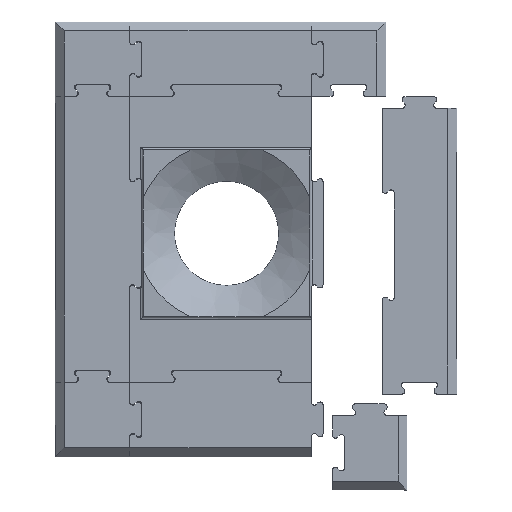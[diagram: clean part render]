
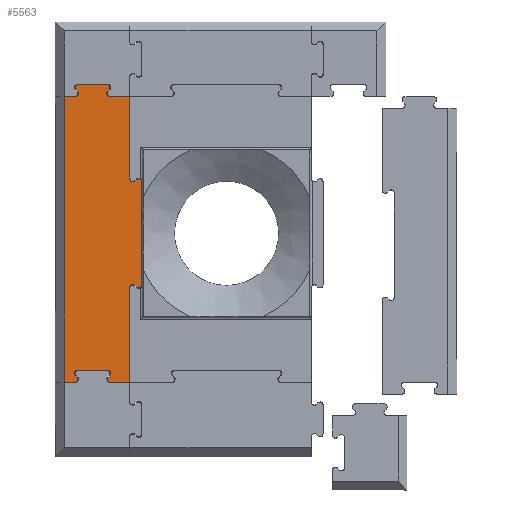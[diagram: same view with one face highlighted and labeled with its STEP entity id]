
A CAD part, top view. The second image highlights one B-rep face of the part: STEP entity #5563.
In plain terms, the highlighted planar face has unit normal (0, 0, 1).
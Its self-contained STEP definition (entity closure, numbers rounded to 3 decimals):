
#225=PLANE('',#6120);
#496=FACE_OUTER_BOUND('',#788,.T.);
#788=EDGE_LOOP('',(#4799,#4800,#4801,#4802,#4803,#4804,#4805,#4806,#4807,
#4808,#4809,#4810,#4811,#4812,#4813,#4814,#4815,#4816,#4817,#4818,#4819,
#4820,#4821,#4822,#4823,#4824,#4825,#4826));
#1298=LINE('',#9131,#1898);
#1301=LINE('',#9137,#1901);
#1302=LINE('',#9141,#1902);
#1303=LINE('',#9145,#1903);
#1304=LINE('',#9149,#1904);
#1305=LINE('',#9153,#1905);
#1306=LINE('',#9155,#1906);
#1307=LINE('',#9159,#1907);
#1308=LINE('',#9163,#1908);
#1309=LINE('',#9167,#1909);
#1310=LINE('',#9171,#1910);
#1311=LINE('',#9173,#1911);
#1312=LINE('',#9177,#1912);
#1313=LINE('',#9181,#1913);
#1314=LINE('',#9185,#1914);
#1315=LINE('',#9188,#1915);
#1898=VECTOR('',#7429,10.);
#1901=VECTOR('',#7434,10.);
#1902=VECTOR('',#7437,10.);
#1903=VECTOR('',#7440,10.);
#1904=VECTOR('',#7443,10.);
#1905=VECTOR('',#7446,10.);
#1906=VECTOR('',#7447,10.);
#1907=VECTOR('',#7450,10.);
#1908=VECTOR('',#7453,10.);
#1909=VECTOR('',#7456,10.);
#1910=VECTOR('',#7459,10.);
#1911=VECTOR('',#7460,10.);
#1912=VECTOR('',#7463,10.);
#1913=VECTOR('',#7466,10.);
#1914=VECTOR('',#7469,10.);
#1915=VECTOR('',#7472,10.);
#2215=CIRCLE('',#6121,1.);
#2216=CIRCLE('',#6122,1.);
#2217=CIRCLE('',#6123,1.);
#2218=CIRCLE('',#6124,1.);
#2219=CIRCLE('',#6125,1.);
#2220=CIRCLE('',#6126,1.);
#2221=CIRCLE('',#6127,1.);
#2222=CIRCLE('',#6128,1.);
#2223=CIRCLE('',#6129,1.);
#2224=CIRCLE('',#6130,1.);
#2225=CIRCLE('',#6131,1.);
#2226=CIRCLE('',#6132,1.);
#2660=VERTEX_POINT('',#9128);
#2661=VERTEX_POINT('',#9130);
#2663=VERTEX_POINT('',#9136);
#2664=VERTEX_POINT('',#9138);
#2665=VERTEX_POINT('',#9140);
#2666=VERTEX_POINT('',#9142);
#2667=VERTEX_POINT('',#9144);
#2668=VERTEX_POINT('',#9146);
#2669=VERTEX_POINT('',#9148);
#2670=VERTEX_POINT('',#9150);
#2671=VERTEX_POINT('',#9152);
#2672=VERTEX_POINT('',#9154);
#2673=VERTEX_POINT('',#9156);
#2674=VERTEX_POINT('',#9158);
#2675=VERTEX_POINT('',#9160);
#2676=VERTEX_POINT('',#9162);
#2677=VERTEX_POINT('',#9164);
#2678=VERTEX_POINT('',#9166);
#2679=VERTEX_POINT('',#9168);
#2680=VERTEX_POINT('',#9170);
#2681=VERTEX_POINT('',#9172);
#2682=VERTEX_POINT('',#9174);
#2683=VERTEX_POINT('',#9176);
#2684=VERTEX_POINT('',#9178);
#2685=VERTEX_POINT('',#9180);
#2686=VERTEX_POINT('',#9182);
#2687=VERTEX_POINT('',#9184);
#2688=VERTEX_POINT('',#9186);
#3397=EDGE_CURVE('',#2660,#2661,#1298,.T.);
#3400=EDGE_CURVE('',#2660,#2663,#1301,.T.);
#3401=EDGE_CURVE('',#2664,#2663,#2215,.T.);
#3402=EDGE_CURVE('',#2664,#2665,#1302,.T.);
#3403=EDGE_CURVE('',#2666,#2665,#2216,.T.);
#3404=EDGE_CURVE('',#2666,#2667,#1303,.T.);
#3405=EDGE_CURVE('',#2668,#2667,#2217,.T.);
#3406=EDGE_CURVE('',#2668,#2669,#1304,.T.);
#3407=EDGE_CURVE('',#2670,#2669,#2218,.T.);
#3408=EDGE_CURVE('',#2670,#2671,#1305,.T.);
#3409=EDGE_CURVE('',#2671,#2672,#1306,.T.);
#3410=EDGE_CURVE('',#2673,#2672,#2219,.T.);
#3411=EDGE_CURVE('',#2673,#2674,#1307,.T.);
#3412=EDGE_CURVE('',#2675,#2674,#2220,.T.);
#3413=EDGE_CURVE('',#2675,#2676,#1308,.T.);
#3414=EDGE_CURVE('',#2677,#2676,#2221,.T.);
#3415=EDGE_CURVE('',#2677,#2678,#1309,.T.);
#3416=EDGE_CURVE('',#2679,#2678,#2222,.T.);
#3417=EDGE_CURVE('',#2679,#2680,#1310,.T.);
#3418=EDGE_CURVE('',#2680,#2681,#1311,.T.);
#3419=EDGE_CURVE('',#2682,#2681,#2223,.T.);
#3420=EDGE_CURVE('',#2682,#2683,#1312,.T.);
#3421=EDGE_CURVE('',#2684,#2683,#2224,.T.);
#3422=EDGE_CURVE('',#2684,#2685,#1313,.T.);
#3423=EDGE_CURVE('',#2686,#2685,#2225,.T.);
#3424=EDGE_CURVE('',#2686,#2687,#1314,.T.);
#3425=EDGE_CURVE('',#2688,#2687,#2226,.T.);
#3426=EDGE_CURVE('',#2688,#2661,#1315,.T.);
#4799=ORIENTED_EDGE('',*,*,#3397,.F.);
#4800=ORIENTED_EDGE('',*,*,#3400,.T.);
#4801=ORIENTED_EDGE('',*,*,#3401,.F.);
#4802=ORIENTED_EDGE('',*,*,#3402,.T.);
#4803=ORIENTED_EDGE('',*,*,#3403,.F.);
#4804=ORIENTED_EDGE('',*,*,#3404,.T.);
#4805=ORIENTED_EDGE('',*,*,#3405,.F.);
#4806=ORIENTED_EDGE('',*,*,#3406,.T.);
#4807=ORIENTED_EDGE('',*,*,#3407,.F.);
#4808=ORIENTED_EDGE('',*,*,#3408,.T.);
#4809=ORIENTED_EDGE('',*,*,#3409,.T.);
#4810=ORIENTED_EDGE('',*,*,#3410,.F.);
#4811=ORIENTED_EDGE('',*,*,#3411,.T.);
#4812=ORIENTED_EDGE('',*,*,#3412,.F.);
#4813=ORIENTED_EDGE('',*,*,#3413,.T.);
#4814=ORIENTED_EDGE('',*,*,#3414,.F.);
#4815=ORIENTED_EDGE('',*,*,#3415,.T.);
#4816=ORIENTED_EDGE('',*,*,#3416,.F.);
#4817=ORIENTED_EDGE('',*,*,#3417,.T.);
#4818=ORIENTED_EDGE('',*,*,#3418,.T.);
#4819=ORIENTED_EDGE('',*,*,#3419,.F.);
#4820=ORIENTED_EDGE('',*,*,#3420,.T.);
#4821=ORIENTED_EDGE('',*,*,#3421,.F.);
#4822=ORIENTED_EDGE('',*,*,#3422,.T.);
#4823=ORIENTED_EDGE('',*,*,#3423,.F.);
#4824=ORIENTED_EDGE('',*,*,#3424,.T.);
#4825=ORIENTED_EDGE('',*,*,#3425,.F.);
#4826=ORIENTED_EDGE('',*,*,#3426,.T.);
#5563=ADVANCED_FACE('',(#496),#225,.T.);
#6120=AXIS2_PLACEMENT_3D('',#9135,#7432,#7433);
#6121=AXIS2_PLACEMENT_3D('',#9139,#7435,#7436);
#6122=AXIS2_PLACEMENT_3D('',#9143,#7438,#7439);
#6123=AXIS2_PLACEMENT_3D('',#9147,#7441,#7442);
#6124=AXIS2_PLACEMENT_3D('',#9151,#7444,#7445);
#6125=AXIS2_PLACEMENT_3D('',#9157,#7448,#7449);
#6126=AXIS2_PLACEMENT_3D('',#9161,#7451,#7452);
#6127=AXIS2_PLACEMENT_3D('',#9165,#7454,#7455);
#6128=AXIS2_PLACEMENT_3D('',#9169,#7457,#7458);
#6129=AXIS2_PLACEMENT_3D('',#9175,#7461,#7462);
#6130=AXIS2_PLACEMENT_3D('',#9179,#7464,#7465);
#6131=AXIS2_PLACEMENT_3D('',#9183,#7467,#7468);
#6132=AXIS2_PLACEMENT_3D('',#9187,#7470,#7471);
#7429=DIRECTION('',(0.,1.,0.));
#7432=DIRECTION('center_axis',(0.,0.,1.));
#7433=DIRECTION('ref_axis',(1.,0.,0.));
#7434=DIRECTION('',(1.,0.,0.));
#7435=DIRECTION('center_axis',(0.,0.,-1.));
#7436=DIRECTION('ref_axis',(0.924,-0.383,0.));
#7437=DIRECTION('',(-0.707,0.707,0.));
#7438=DIRECTION('center_axis',(0.,0.,1.));
#7439=DIRECTION('ref_axis',(-0.924,0.383,0.));
#7440=DIRECTION('',(1.,0.,0.));
#7441=DIRECTION('center_axis',(0.,0.,1.));
#7442=DIRECTION('ref_axis',(0.924,0.383,0.));
#7443=DIRECTION('',(-0.707,-0.707,0.));
#7444=DIRECTION('center_axis',(0.,0.,-1.));
#7445=DIRECTION('ref_axis',(-0.924,-0.383,0.));
#7446=DIRECTION('',(1.,0.,0.));
#7447=DIRECTION('',(0.,1.,0.));
#7448=DIRECTION('center_axis',(0.,0.,1.));
#7449=DIRECTION('ref_axis',(-0.383,0.924,0.));
#7450=DIRECTION('',(0.707,-0.707,0.));
#7451=DIRECTION('center_axis',(0.,0.,-1.));
#7452=DIRECTION('ref_axis',(0.383,-0.924,0.));
#7453=DIRECTION('',(0.,1.,0.));
#7454=DIRECTION('center_axis',(0.,0.,-1.));
#7455=DIRECTION('ref_axis',(0.383,0.924,0.));
#7456=DIRECTION('',(-0.707,-0.707,0.));
#7457=DIRECTION('center_axis',(0.,0.,1.));
#7458=DIRECTION('ref_axis',(-0.383,-0.924,0.));
#7459=DIRECTION('',(0.,1.,0.));
#7460=DIRECTION('',(-1.,0.,0.));
#7461=DIRECTION('center_axis',(0.,0.,1.));
#7462=DIRECTION('ref_axis',(-0.924,-0.383,0.));
#7463=DIRECTION('',(0.707,0.707,0.));
#7464=DIRECTION('center_axis',(0.,0.,-1.));
#7465=DIRECTION('ref_axis',(0.924,0.383,0.));
#7466=DIRECTION('',(-1.,0.,0.));
#7467=DIRECTION('center_axis',(0.,0.,-1.));
#7468=DIRECTION('ref_axis',(-0.924,0.383,0.));
#7469=DIRECTION('',(0.707,-0.707,0.));
#7470=DIRECTION('center_axis',(0.,0.,1.));
#7471=DIRECTION('ref_axis',(0.924,-0.383,0.));
#7472=DIRECTION('',(-1.,0.,0.));
#9128=CARTESIAN_POINT('',(-54.5,-50.,4.));
#9130=CARTESIAN_POINT('',(-54.5,46.,4.));
#9131=CARTESIAN_POINT('',(-54.5,22.975,4.));
#9135=CARTESIAN_POINT('Origin',(-43.05,-0.05,4.));
#9136=CARTESIAN_POINT('',(-50.914,-50.,4.));
#9137=CARTESIAN_POINT('',(-57.5,-50.,4.));
#9138=CARTESIAN_POINT('',(-50.207,-48.293,4.));
#9139=CARTESIAN_POINT('Origin',(-50.914,-49.,4.));
#9140=CARTESIAN_POINT('',(-50.793,-47.707,4.));
#9141=CARTESIAN_POINT('',(-52.5,-46.,4.));
#9142=CARTESIAN_POINT('',(-50.086,-46.,4.));
#9143=CARTESIAN_POINT('Origin',(-50.086,-47.,4.));
#9144=CARTESIAN_POINT('',(-39.914,-46.,4.));
#9145=CARTESIAN_POINT('',(-32.5,-46.,4.));
#9146=CARTESIAN_POINT('',(-39.207,-47.707,4.));
#9147=CARTESIAN_POINT('Origin',(-39.914,-47.,4.));
#9148=CARTESIAN_POINT('',(-39.793,-48.293,4.));
#9149=CARTESIAN_POINT('',(-37.5,-46.,4.));
#9150=CARTESIAN_POINT('',(-39.086,-50.,4.));
#9151=CARTESIAN_POINT('Origin',(-39.086,-49.,4.));
#9152=CARTESIAN_POINT('',(-32.5,-50.,4.));
#9153=CARTESIAN_POINT('',(-57.5,-50.,4.));
#9154=CARTESIAN_POINT('',(-32.5,-18.273,4.));
#9155=CARTESIAN_POINT('',(-32.5,-50.,4.));
#9156=CARTESIAN_POINT('',(-30.793,-17.566,4.));
#9157=CARTESIAN_POINT('Origin',(-31.5,-18.273,4.));
#9158=CARTESIAN_POINT('',(-30.307,-18.051,4.));
#9159=CARTESIAN_POINT('',(-32.5,-15.859,4.));
#9160=CARTESIAN_POINT('',(-28.6,-17.344,4.));
#9161=CARTESIAN_POINT('Origin',(-29.6,-17.344,4.));
#9162=CARTESIAN_POINT('',(-28.6,17.344,4.));
#9163=CARTESIAN_POINT('',(-28.6,19.759,4.));
#9164=CARTESIAN_POINT('',(-30.307,18.051,4.));
#9165=CARTESIAN_POINT('Origin',(-29.6,17.344,4.));
#9166=CARTESIAN_POINT('',(-30.793,17.566,4.));
#9167=CARTESIAN_POINT('',(-32.5,15.859,4.));
#9168=CARTESIAN_POINT('',(-32.5,18.273,4.));
#9169=CARTESIAN_POINT('Origin',(-31.5,18.273,4.));
#9170=CARTESIAN_POINT('',(-32.5,46.,4.));
#9171=CARTESIAN_POINT('',(-32.5,-50.,4.));
#9172=CARTESIAN_POINT('',(-39.227,46.,4.));
#9173=CARTESIAN_POINT('',(-32.5,46.,4.));
#9174=CARTESIAN_POINT('',(-39.934,47.707,4.));
#9175=CARTESIAN_POINT('Origin',(-39.227,47.,4.));
#9176=CARTESIAN_POINT('',(-39.449,48.193,4.));
#9177=CARTESIAN_POINT('',(-37.641,50.,4.));
#9178=CARTESIAN_POINT('',(-40.156,49.9,4.));
#9179=CARTESIAN_POINT('Origin',(-40.156,48.9,4.));
#9180=CARTESIAN_POINT('',(-49.844,49.9,4.));
#9181=CARTESIAN_POINT('',(-52.259,49.9,4.));
#9182=CARTESIAN_POINT('',(-50.551,48.193,4.));
#9183=CARTESIAN_POINT('Origin',(-49.844,48.9,4.));
#9184=CARTESIAN_POINT('',(-50.066,47.707,4.));
#9185=CARTESIAN_POINT('',(-52.359,50.,4.));
#9186=CARTESIAN_POINT('',(-50.773,46.,4.));
#9187=CARTESIAN_POINT('Origin',(-50.773,47.,4.));
#9188=CARTESIAN_POINT('',(-32.5,46.,4.));
